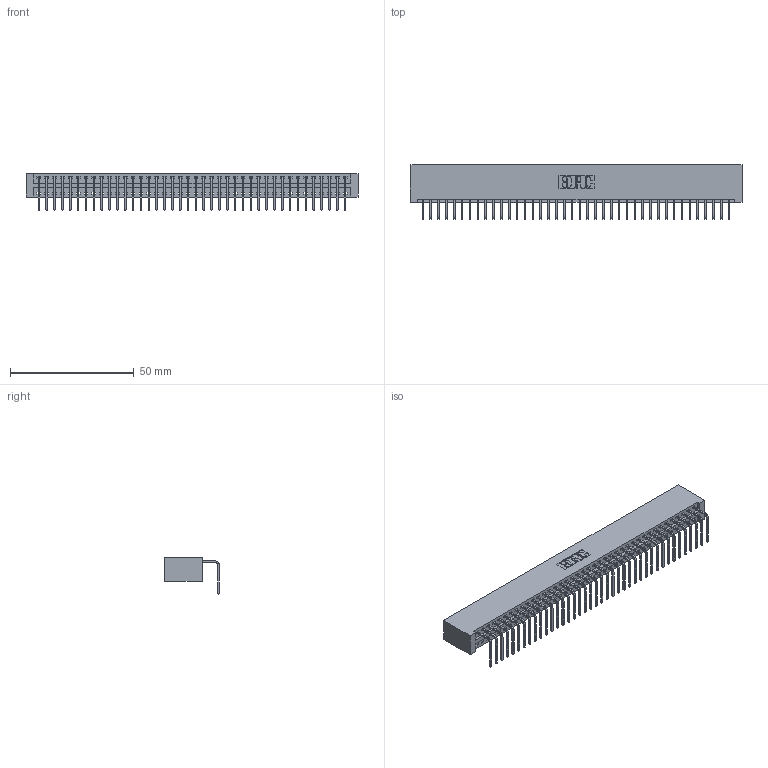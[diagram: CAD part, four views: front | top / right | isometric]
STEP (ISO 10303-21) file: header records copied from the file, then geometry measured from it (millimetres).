
FILE_DESCRIPTION (( 'STEP AP203' ), '1' );
FILE_NAME ('396-040-558-101.STEP', '2019-11-01T07:43:20', ( '' ), ( '' ), 'SwSTEP 2.0', 'SolidWorks 2016', '' );
FILE_SCHEMA (( 'CONFIG_CONTROL_DESIGN' ));
Length unit declared in the file: inch
Products named in the file (3): 346 Part_No Mounting Lugs; 345-292-001_558 Tail - 2; 396-040-558-101
Assembly tree (41 placements, depth 2):
  396-040-558-101
    346 Part_No Mounting Lugs
    345-292-001_558 Tail - 2  x40
Bounding box: 134.24 x 22.16 x 14.73 mm (x, y, z)
Volume: 13518.5 mm3; surface area: 17745 mm2
Topology: 41 solids, 41 shells, 2514 faces, 7585 edges, 5002 vertices
Faces by surface type: plane 1752, cylinder 762
Entity records: 24901 total; most frequent: CARTESIAN_POINT 4276, ORIENTED_EDGE 4250, DIRECTION 3769, EDGE_CURVE 2125, VECTOR 1841, LINE 1841, VERTEX_POINT 1414, AXIS2_PLACEMENT_3D 964
